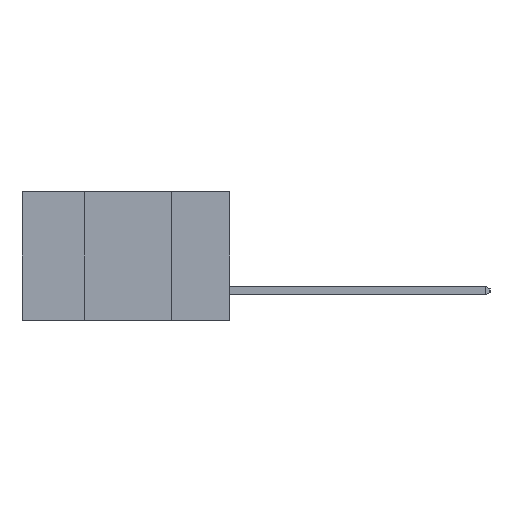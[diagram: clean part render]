
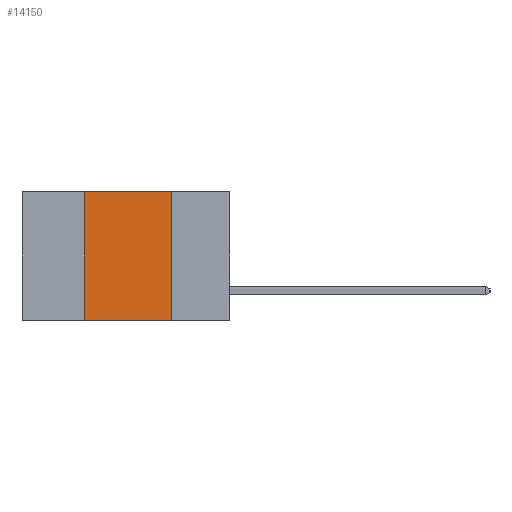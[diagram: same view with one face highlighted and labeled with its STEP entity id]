
A CAD part, left-side view. The second image highlights one B-rep face of the part: STEP entity #14150.
In plain terms, the highlighted planar face has unit normal (-1, 0, 0).
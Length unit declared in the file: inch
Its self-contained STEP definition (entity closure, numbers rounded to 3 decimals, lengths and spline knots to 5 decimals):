
#266 = VECTOR ( 'NONE', #10480, 39.37008 ) ;
#461 = CARTESIAN_POINT ( 'NONE',  ( 0., 0.6, 0. ) ) ;
#506 = CARTESIAN_POINT ( 'NONE',  ( 0., 0.42, -0.37 ) ) ;
#1844 = DIRECTION ( 'NONE',  ( 0., 0., -1. ) ) ;
#2123 = CARTESIAN_POINT ( 'NONE',  ( 0., 0.6, -0.37 ) ) ;
#2617 = LINE ( 'NONE', #14443, #266 ) ;
#2636 = VECTOR ( 'NONE', #8841, 39.37008 ) ;
#3120 = VECTOR ( 'NONE', #8030, 39.37008 ) ;
#3579 = CARTESIAN_POINT ( 'NONE',  ( 0., 0.42, -0.37 ) ) ;
#3580 = VECTOR ( 'NONE', #7263, 39.37008 ) ;
#5091 = VERTEX_POINT ( 'NONE', #3579 ) ;
#5477 = ORIENTED_EDGE ( 'NONE', *, *, #8336, .F. ) ;
#6553 = EDGE_CURVE ( 'NONE', #5091, #7115, #16444, .T. ) ;
#6720 = CARTESIAN_POINT ( 'NONE',  ( 0., 0.42, 0. ) ) ;
#7115 = VERTEX_POINT ( 'NONE', #11492 ) ;
#7263 = DIRECTION ( 'NONE',  ( 0., 0., 1. ) ) ;
#7914 = ORIENTED_EDGE ( 'NONE', *, *, #6553, .T. ) ;
#8030 = DIRECTION ( 'NONE',  ( 0., -1., 0. ) ) ;
#8336 = EDGE_CURVE ( 'NONE', #5091, #8696, #14261, .T. ) ;
#8465 = ORIENTED_EDGE ( 'NONE', *, *, #11007, .F. ) ;
#8696 = VERTEX_POINT ( 'NONE', #6720 ) ;
#8841 = DIRECTION ( 'NONE',  ( 0., -1., 0. ) ) ;
#9205 = ORIENTED_EDGE ( 'NONE', *, *, #9245, .F. ) ;
#9245 = EDGE_CURVE ( 'NONE', #8696, #15578, #10264, .T. ) ;
#9602 = CARTESIAN_POINT ( 'NONE',  ( 0., 0.17, 0. ) ) ;
#9928 = DIRECTION ( 'NONE',  ( 1., 0., 0. ) ) ;
#10264 = LINE ( 'NONE', #11964, #3120 ) ;
#10480 = DIRECTION ( 'NONE',  ( 0., 0., -1. ) ) ;
#11007 = EDGE_CURVE ( 'NONE', #15578, #7115, #2617, .T. ) ;
#11377 = EDGE_LOOP ( 'NONE', ( #8465, #9205, #5477, #7914 ) ) ;
#11492 = CARTESIAN_POINT ( 'NONE',  ( 0., 0.17, -0.37 ) ) ;
#11964 = CARTESIAN_POINT ( 'NONE',  ( 0., 0.6, 0. ) ) ;
#14150 = ADVANCED_FACE ( 'NONE', ( #15593 ), #16532, .F. ) ;
#14261 = LINE ( 'NONE', #506, #3580 ) ;
#14443 = CARTESIAN_POINT ( 'NONE',  ( 0., 0.17, -0.37 ) ) ;
#15578 = VERTEX_POINT ( 'NONE', #9602 ) ;
#15593 = FACE_OUTER_BOUND ( 'NONE', #11377, .T. ) ;
#16405 = AXIS2_PLACEMENT_3D ( 'NONE', #461, #9928, #1844 ) ;
#16444 = LINE ( 'NONE', #2123, #2636 ) ;
#16532 = PLANE ( 'NONE',  #16405 ) ;
